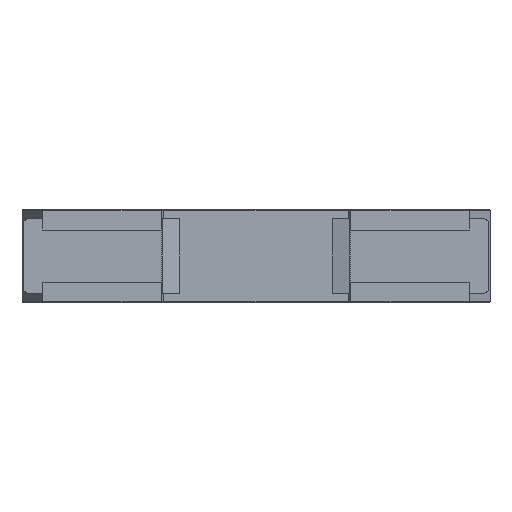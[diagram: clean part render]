
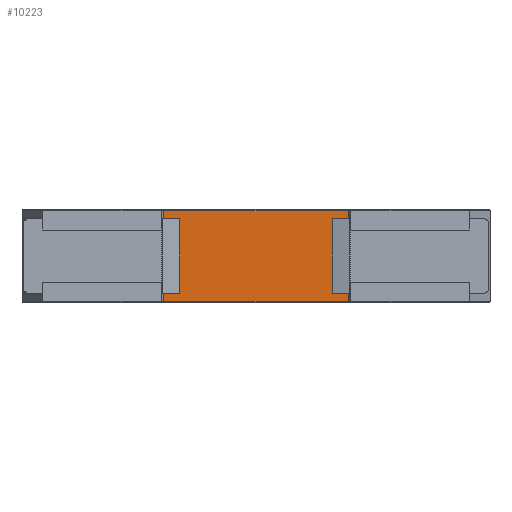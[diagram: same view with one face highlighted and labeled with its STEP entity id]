
A CAD part, front view. The second image highlights one B-rep face of the part: STEP entity #10223.
In plain terms, the highlighted planar face has unit normal (0, -1, 0).
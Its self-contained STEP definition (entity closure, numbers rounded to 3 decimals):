
#126 = CARTESIAN_POINT ( 'NONE',  ( 44.75, 0., 7.15 ) ) ;
#309 = VERTEX_POINT ( 'NONE', #11236 ) ;
#386 = VECTOR ( 'NONE', #5206, 1000. ) ;
#477 = DIRECTION ( 'NONE',  ( -1., 0., 0. ) ) ;
#651 = CARTESIAN_POINT ( 'NONE',  ( -17.75, 0., -7.15 ) ) ;
#764 = ORIENTED_EDGE ( 'NONE', *, *, #2427, .T. ) ;
#1077 = VERTEX_POINT ( 'NONE', #3438 ) ;
#1118 = DIRECTION ( 'NONE',  ( 1., 0., 0. ) ) ;
#1126 = EDGE_CURVE ( 'NONE', #10722, #2563, #6165, .T. ) ;
#1132 = CARTESIAN_POINT ( 'NONE',  ( 17.5, 0., 7.15 ) ) ;
#1360 = PLANE ( 'NONE',  #2905 ) ;
#1699 = CARTESIAN_POINT ( 'NONE',  ( -17.75, 0., 7.15 ) ) ;
#1982 = CARTESIAN_POINT ( 'NONE',  ( 17.75, 0., -7.15 ) ) ;
#2318 = EDGE_CURVE ( 'NONE', #9665, #10722, #6037, .T. ) ;
#2349 = LINE ( 'NONE', #2408, #6061 ) ;
#2408 = CARTESIAN_POINT ( 'NONE',  ( 44.75, 0., -7.15 ) ) ;
#2410 = CARTESIAN_POINT ( 'NONE',  ( 17.5, 0., 8.9 ) ) ;
#2427 = EDGE_CURVE ( 'NONE', #12349, #11265, #2349, .T. ) ;
#2523 = VECTOR ( 'NONE', #5426, 1000. ) ;
#2563 = VERTEX_POINT ( 'NONE', #1699 ) ;
#2905 = AXIS2_PLACEMENT_3D ( 'NONE', #5303, #7305, #9241 ) ;
#3082 = EDGE_CURVE ( 'NONE', #6723, #4825, #6521, .T. ) ;
#3326 = VERTEX_POINT ( 'NONE', #4075 ) ;
#3438 = CARTESIAN_POINT ( 'NONE',  ( -17.75, 0., 8.7 ) ) ;
#3563 = VECTOR ( 'NONE', #9583, 1000. ) ;
#3585 = ORIENTED_EDGE ( 'NONE', *, *, #10996, .F. ) ;
#3851 = VECTOR ( 'NONE', #5130, 1000. ) ;
#4075 = CARTESIAN_POINT ( 'NONE',  ( 17.75, 0., -8.7 ) ) ;
#4153 = CARTESIAN_POINT ( 'NONE',  ( 17.5, 0., -7.15 ) ) ;
#4562 = EDGE_LOOP ( 'NONE', ( #6385, #7144, #9947, #12236, #12128, #6742, #11914, #764, #3585, #6031, #11718, #12253 ) ) ;
#4595 = EDGE_CURVE ( 'NONE', #3326, #12349, #5049, .T. ) ;
#4748 = LINE ( 'NONE', #10550, #10926 ) ;
#4825 = VERTEX_POINT ( 'NONE', #8653 ) ;
#5049 = LINE ( 'NONE', #8149, #2523 ) ;
#5130 = DIRECTION ( 'NONE',  ( 0., 0., 1. ) ) ;
#5178 = CARTESIAN_POINT ( 'NONE',  ( -44.75, 0., -7.15 ) ) ;
#5206 = DIRECTION ( 'NONE',  ( -1., 0., 0. ) ) ;
#5303 = CARTESIAN_POINT ( 'NONE',  ( -17.75, 0., 8.9 ) ) ;
#5426 = DIRECTION ( 'NONE',  ( 0., 0., 1. ) ) ;
#5431 = FACE_OUTER_BOUND ( 'NONE', #4562, .T. ) ;
#5602 = EDGE_CURVE ( 'NONE', #12070, #309, #10861, .T. ) ;
#5635 = VECTOR ( 'NONE', #5899, 1000. ) ;
#5665 = EDGE_CURVE ( 'NONE', #9665, #6723, #10923, .T. ) ;
#5899 = DIRECTION ( 'NONE',  ( 0., 0., -1. ) ) ;
#5952 = DIRECTION ( 'NONE',  ( 0., 0., -1. ) ) ;
#5966 = CARTESIAN_POINT ( 'NONE',  ( -17.5, 0., -7.15 ) ) ;
#6031 = ORIENTED_EDGE ( 'NONE', *, *, #7747, .F. ) ;
#6037 = LINE ( 'NONE', #10096, #3851 ) ;
#6061 = VECTOR ( 'NONE', #477, 1000. ) ;
#6165 = LINE ( 'NONE', #12047, #386 ) ;
#6180 = DIRECTION ( 'NONE',  ( -1., 0., 0. ) ) ;
#6385 = ORIENTED_EDGE ( 'NONE', *, *, #11053, .T. ) ;
#6521 = LINE ( 'NONE', #651, #7081 ) ;
#6723 = VERTEX_POINT ( 'NONE', #10334 ) ;
#6738 = LINE ( 'NONE', #8679, #5635 ) ;
#6742 = ORIENTED_EDGE ( 'NONE', *, *, #9518, .F. ) ;
#6768 = CARTESIAN_POINT ( 'NONE',  ( -17.5, 0., 7.15 ) ) ;
#6983 = LINE ( 'NONE', #9704, #12406 ) ;
#7081 = VECTOR ( 'NONE', #10522, 1000. ) ;
#7144 = ORIENTED_EDGE ( 'NONE', *, *, #1126, .F. ) ;
#7305 = DIRECTION ( 'NONE',  ( 0., 1., 0. ) ) ;
#7523 = LINE ( 'NONE', #2410, #3563 ) ;
#7615 = VECTOR ( 'NONE', #5952, 1000. ) ;
#7747 = EDGE_CURVE ( 'NONE', #309, #9633, #8980, .T. ) ;
#8149 = CARTESIAN_POINT ( 'NONE',  ( 17.75, 0., 8.9 ) ) ;
#8653 = CARTESIAN_POINT ( 'NONE',  ( -17.75, 0., -8.7 ) ) ;
#8679 = CARTESIAN_POINT ( 'NONE',  ( -17.75, 0., -7.15 ) ) ;
#8690 = DIRECTION ( 'NONE',  ( -1., 0., 0. ) ) ;
#8862 = EDGE_CURVE ( 'NONE', #1077, #12070, #6983, .T. ) ;
#8944 = CARTESIAN_POINT ( 'NONE',  ( 17.75, 0., 8.9 ) ) ;
#8980 = LINE ( 'NONE', #126, #12211 ) ;
#9119 = DIRECTION ( 'NONE',  ( -1., 0., 0. ) ) ;
#9241 = DIRECTION ( 'NONE',  ( 0., 0., -1. ) ) ;
#9518 = EDGE_CURVE ( 'NONE', #3326, #4825, #4748, .T. ) ;
#9583 = DIRECTION ( 'NONE',  ( 0., 0., -1. ) ) ;
#9633 = VERTEX_POINT ( 'NONE', #1132 ) ;
#9665 = VERTEX_POINT ( 'NONE', #5966 ) ;
#9704 = CARTESIAN_POINT ( 'NONE',  ( 0., 0., 8.7 ) ) ;
#9947 = ORIENTED_EDGE ( 'NONE', *, *, #2318, .F. ) ;
#10055 = CARTESIAN_POINT ( 'NONE',  ( 17.75, 0., 8.7 ) ) ;
#10096 = CARTESIAN_POINT ( 'NONE',  ( -17.5, 0., 8.9 ) ) ;
#10223 = ADVANCED_FACE ( 'NONE', ( #5431 ), #1360, .F. ) ;
#10334 = CARTESIAN_POINT ( 'NONE',  ( -17.75, 0., -7.15 ) ) ;
#10522 = DIRECTION ( 'NONE',  ( 0., 0., -1. ) ) ;
#10550 = CARTESIAN_POINT ( 'NONE',  ( -17.75, 0., -8.7 ) ) ;
#10722 = VERTEX_POINT ( 'NONE', #6768 ) ;
#10861 = LINE ( 'NONE', #8944, #7615 ) ;
#10923 = LINE ( 'NONE', #5178, #11522 ) ;
#10926 = VECTOR ( 'NONE', #8690, 1000. ) ;
#10996 = EDGE_CURVE ( 'NONE', #9633, #11265, #7523, .T. ) ;
#11053 = EDGE_CURVE ( 'NONE', #1077, #2563, #6738, .T. ) ;
#11236 = CARTESIAN_POINT ( 'NONE',  ( 17.75, 0., 7.15 ) ) ;
#11265 = VERTEX_POINT ( 'NONE', #4153 ) ;
#11522 = VECTOR ( 'NONE', #9119, 1000. ) ;
#11718 = ORIENTED_EDGE ( 'NONE', *, *, #5602, .F. ) ;
#11914 = ORIENTED_EDGE ( 'NONE', *, *, #4595, .T. ) ;
#12047 = CARTESIAN_POINT ( 'NONE',  ( -17.75, 0., 7.15 ) ) ;
#12070 = VERTEX_POINT ( 'NONE', #10055 ) ;
#12128 = ORIENTED_EDGE ( 'NONE', *, *, #3082, .T. ) ;
#12211 = VECTOR ( 'NONE', #6180, 1000. ) ;
#12236 = ORIENTED_EDGE ( 'NONE', *, *, #5665, .T. ) ;
#12253 = ORIENTED_EDGE ( 'NONE', *, *, #8862, .F. ) ;
#12349 = VERTEX_POINT ( 'NONE', #1982 ) ;
#12406 = VECTOR ( 'NONE', #1118, 1000. ) ;
